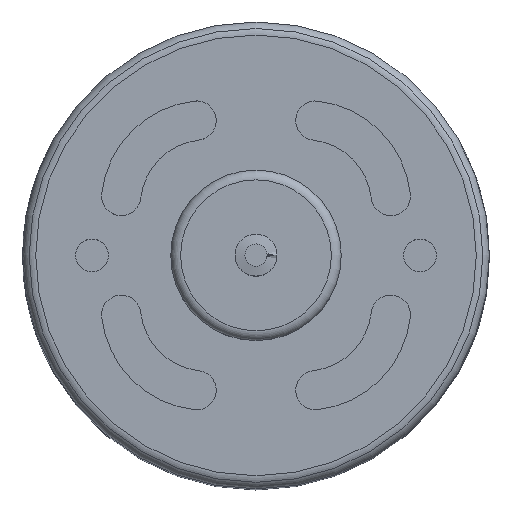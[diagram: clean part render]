
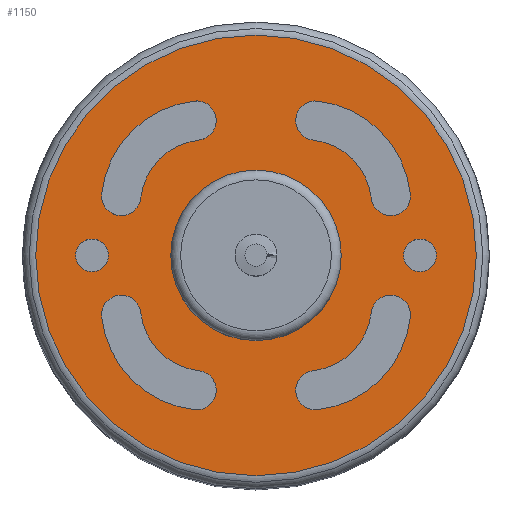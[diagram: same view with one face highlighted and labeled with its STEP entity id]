
A CAD part, top view. The second image highlights one B-rep face of the part: STEP entity #1150.
In plain terms, the highlighted planar face has unit normal (0, 0, 1).
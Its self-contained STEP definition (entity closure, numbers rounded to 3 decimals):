
#904=CARTESIAN_POINT('',(0.0,0.0,51.25));
#905=DIRECTION('',(0.0,0.0,1.0));
#906=DIRECTION('',(1.0,0.0,-0.0));
#907=AXIS2_PLACEMENT_3D('',#904,#905,#906);
#908=PLANE('',#907);
#909=CARTESIAN_POINT('',(16.8,0.,51.25));
#910=VERTEX_POINT('',#909);
#911=CARTESIAN_POINT('',(0.0,0.0,51.25));
#912=DIRECTION('',(0.0,0.0,1.0));
#913=DIRECTION('',(1.0,0.0,-0.0));
#914=AXIS2_PLACEMENT_3D('',#911,#912,#913);
#915=CIRCLE('',#914,16.8);
#916=EDGE_CURVE('',#910,#910,#915,.T.);
#917=ORIENTED_EDGE('',*,*,#916,.T.);
#918=EDGE_LOOP('',(#917));
#919=FACE_BOUND('',#918,.T.);
#920=CARTESIAN_POINT('',(-3.034,-10.279,51.25));
#921=VERTEX_POINT('',#920);
#922=CARTESIAN_POINT('',(-4.369,-8.788,51.25));
#923=VERTEX_POINT('',#922);
#924=CARTESIAN_POINT('',(-4.534,-10.279,51.25));
#925=DIRECTION('',(0.0,0.0,1.0));
#926=DIRECTION('',(-1.0,0.0,0.0));
#927=AXIS2_PLACEMENT_3D('',#924,#925,#926);
#928=CIRCLE('',#927,1.5);
#929=EDGE_CURVE('',#921,#923,#928,.T.);
#930=ORIENTED_EDGE('',*,*,#929,.F.);
#931=CARTESIAN_POINT('',(-4.699,-11.77,51.25));
#932=VERTEX_POINT('',#931);
#933=CARTESIAN_POINT('',(-4.534,-10.279,51.25));
#934=DIRECTION('',(0.0,0.0,1.0));
#935=DIRECTION('',(-1.0,0.0,0.0));
#936=AXIS2_PLACEMENT_3D('',#933,#934,#935);
#937=CIRCLE('',#936,1.5);
#938=EDGE_CURVE('',#932,#921,#937,.T.);
#939=ORIENTED_EDGE('',*,*,#938,.F.);
#940=CARTESIAN_POINT('',(-11.77,-4.699,51.25));
#941=VERTEX_POINT('',#940);
#942=CARTESIAN_POINT('',(-3.818,-3.818,51.25));
#943=DIRECTION('',(0.0,0.0,1.0));
#944=DIRECTION('',(1.0,0.0,-0.0));
#945=AXIS2_PLACEMENT_3D('',#942,#943,#944);
#946=CIRCLE('',#945,8.0);
#947=EDGE_CURVE('',#941,#932,#946,.T.);
#948=ORIENTED_EDGE('',*,*,#947,.F.);
#949=CARTESIAN_POINT('',(-8.788,-4.369,51.25));
#950=VERTEX_POINT('',#949);
#951=CARTESIAN_POINT('',(-10.279,-4.534,51.25));
#952=DIRECTION('',(0.0,0.0,1.0));
#953=DIRECTION('',(1.0,0.0,-0.0));
#954=AXIS2_PLACEMENT_3D('',#951,#952,#953);
#955=CIRCLE('',#954,1.5);
#956=EDGE_CURVE('',#950,#941,#955,.T.);
#957=ORIENTED_EDGE('',*,*,#956,.F.);
#958=CARTESIAN_POINT('',(-3.818,-3.818,51.25));
#959=DIRECTION('',(0.0,0.0,-1.0));
#960=DIRECTION('',(1.0,0.0,0.0));
#961=AXIS2_PLACEMENT_3D('',#958,#959,#960);
#962=CIRCLE('',#961,5.0);
#963=EDGE_CURVE('',#923,#950,#962,.T.);
#964=ORIENTED_EDGE('',*,*,#963,.F.);
#965=EDGE_LOOP('',(#930,#939,#948,#957,#964));
#966=FACE_BOUND('',#965,.T.);
#967=CARTESIAN_POINT('',(-4.699,11.77,51.25));
#968=VERTEX_POINT('',#967);
#969=CARTESIAN_POINT('',(-11.77,4.699,51.25));
#970=VERTEX_POINT('',#969);
#971=CARTESIAN_POINT('',(-3.818,3.818,51.25));
#972=DIRECTION('',(0.0,0.0,1.0));
#973=DIRECTION('',(-1.0,0.0,0.0));
#974=AXIS2_PLACEMENT_3D('',#971,#972,#973);
#975=CIRCLE('',#974,8.0);
#976=EDGE_CURVE('',#968,#970,#975,.T.);
#977=ORIENTED_EDGE('',*,*,#976,.F.);
#978=CARTESIAN_POINT('',(-3.034,10.279,51.25));
#979=VERTEX_POINT('',#978);
#980=CARTESIAN_POINT('',(-4.534,10.279,51.25));
#981=DIRECTION('',(0.0,0.0,1.0));
#982=DIRECTION('',(1.0,0.0,-0.0));
#983=AXIS2_PLACEMENT_3D('',#980,#981,#982);
#984=CIRCLE('',#983,1.5);
#985=EDGE_CURVE('',#979,#968,#984,.T.);
#986=ORIENTED_EDGE('',*,*,#985,.F.);
#987=CARTESIAN_POINT('',(-4.369,8.788,51.25));
#988=VERTEX_POINT('',#987);
#989=CARTESIAN_POINT('',(-4.534,10.279,51.25));
#990=DIRECTION('',(0.0,0.0,1.0));
#991=DIRECTION('',(1.0,0.0,-0.0));
#992=AXIS2_PLACEMENT_3D('',#989,#990,#991);
#993=CIRCLE('',#992,1.5);
#994=EDGE_CURVE('',#988,#979,#993,.T.);
#995=ORIENTED_EDGE('',*,*,#994,.F.);
#996=CARTESIAN_POINT('',(-8.788,4.369,51.25));
#997=VERTEX_POINT('',#996);
#998=CARTESIAN_POINT('',(-3.818,3.818,51.25));
#999=DIRECTION('',(0.0,0.0,-1.0));
#1000=DIRECTION('',(-1.0,0.0,0.0));
#1001=AXIS2_PLACEMENT_3D('',#998,#999,#1000);
#1002=CIRCLE('',#1001,5.0);
#1003=EDGE_CURVE('',#997,#988,#1002,.T.);
#1004=ORIENTED_EDGE('',*,*,#1003,.F.);
#1005=CARTESIAN_POINT('',(-10.279,4.534,51.25));
#1006=DIRECTION('',(0.0,0.0,1.0));
#1007=DIRECTION('',(-1.0,0.0,0.0));
#1008=AXIS2_PLACEMENT_3D('',#1005,#1006,#1007);
#1009=CIRCLE('',#1008,1.5);
#1010=EDGE_CURVE('',#970,#997,#1009,.T.);
#1011=ORIENTED_EDGE('',*,*,#1010,.F.);
#1012=EDGE_LOOP('',(#977,#986,#995,#1004,#1011));
#1013=FACE_BOUND('',#1012,.T.);
#1014=CARTESIAN_POINT('',(11.77,4.699,51.25));
#1015=VERTEX_POINT('',#1014);
#1016=CARTESIAN_POINT('',(4.699,11.77,51.25));
#1017=VERTEX_POINT('',#1016);
#1018=CARTESIAN_POINT('',(3.818,3.818,51.25));
#1019=DIRECTION('',(0.0,0.0,1.0));
#1020=DIRECTION('',(-1.0,0.0,0.0));
#1021=AXIS2_PLACEMENT_3D('',#1018,#1019,#1020);
#1022=CIRCLE('',#1021,8.0);
#1023=EDGE_CURVE('',#1015,#1017,#1022,.T.);
#1024=ORIENTED_EDGE('',*,*,#1023,.F.);
#1025=CARTESIAN_POINT('',(11.779,4.534,51.25));
#1026=VERTEX_POINT('',#1025);
#1027=CARTESIAN_POINT('',(10.279,4.534,51.25));
#1028=DIRECTION('',(0.0,0.0,1.0));
#1029=DIRECTION('',(1.0,0.0,-0.0));
#1030=AXIS2_PLACEMENT_3D('',#1027,#1028,#1029);
#1031=CIRCLE('',#1030,1.5);
#1032=EDGE_CURVE('',#1026,#1015,#1031,.T.);
#1033=ORIENTED_EDGE('',*,*,#1032,.F.);
#1034=CARTESIAN_POINT('',(8.788,4.369,51.25));
#1035=VERTEX_POINT('',#1034);
#1036=CARTESIAN_POINT('',(10.279,4.534,51.25));
#1037=DIRECTION('',(0.0,0.0,1.0));
#1038=DIRECTION('',(1.0,0.0,-0.0));
#1039=AXIS2_PLACEMENT_3D('',#1036,#1037,#1038);
#1040=CIRCLE('',#1039,1.5);
#1041=EDGE_CURVE('',#1035,#1026,#1040,.T.);
#1042=ORIENTED_EDGE('',*,*,#1041,.F.);
#1043=CARTESIAN_POINT('',(4.369,8.788,51.25));
#1044=VERTEX_POINT('',#1043);
#1045=CARTESIAN_POINT('',(3.818,3.818,51.25));
#1046=DIRECTION('',(0.0,0.0,-1.0));
#1047=DIRECTION('',(-1.0,0.0,0.0));
#1048=AXIS2_PLACEMENT_3D('',#1045,#1046,#1047);
#1049=CIRCLE('',#1048,5.0);
#1050=EDGE_CURVE('',#1044,#1035,#1049,.T.);
#1051=ORIENTED_EDGE('',*,*,#1050,.F.);
#1052=CARTESIAN_POINT('',(4.534,10.279,51.25));
#1053=DIRECTION('',(0.0,0.0,1.0));
#1054=DIRECTION('',(-1.0,0.0,0.0));
#1055=AXIS2_PLACEMENT_3D('',#1052,#1053,#1054);
#1056=CIRCLE('',#1055,1.5);
#1057=EDGE_CURVE('',#1017,#1044,#1056,.T.);
#1058=ORIENTED_EDGE('',*,*,#1057,.F.);
#1059=EDGE_LOOP('',(#1024,#1033,#1042,#1051,#1058));
#1060=FACE_BOUND('',#1059,.T.);
#1061=CARTESIAN_POINT('',(4.369,-8.788,51.25));
#1062=VERTEX_POINT('',#1061);
#1063=CARTESIAN_POINT('',(4.699,-11.77,51.25));
#1064=VERTEX_POINT('',#1063);
#1065=CARTESIAN_POINT('',(4.534,-10.279,51.25));
#1066=DIRECTION('',(0.0,0.0,1.0));
#1067=DIRECTION('',(1.0,0.0,-0.0));
#1068=AXIS2_PLACEMENT_3D('',#1065,#1066,#1067);
#1069=CIRCLE('',#1068,1.5);
#1070=EDGE_CURVE('',#1062,#1064,#1069,.T.);
#1071=ORIENTED_EDGE('',*,*,#1070,.F.);
#1072=CARTESIAN_POINT('',(8.788,-4.369,51.25));
#1073=VERTEX_POINT('',#1072);
#1074=CARTESIAN_POINT('',(3.818,-3.818,51.25));
#1075=DIRECTION('',(0.0,0.0,-1.0));
#1076=DIRECTION('',(1.0,0.0,0.0));
#1077=AXIS2_PLACEMENT_3D('',#1074,#1075,#1076);
#1078=CIRCLE('',#1077,5.0);
#1079=EDGE_CURVE('',#1073,#1062,#1078,.T.);
#1080=ORIENTED_EDGE('',*,*,#1079,.F.);
#1081=CARTESIAN_POINT('',(11.779,-4.534,51.25));
#1082=VERTEX_POINT('',#1081);
#1083=CARTESIAN_POINT('',(10.279,-4.534,51.25));
#1084=DIRECTION('',(0.0,0.0,1.0));
#1085=DIRECTION('',(-1.0,0.0,0.0));
#1086=AXIS2_PLACEMENT_3D('',#1083,#1084,#1085);
#1087=CIRCLE('',#1086,1.5);
#1088=EDGE_CURVE('',#1082,#1073,#1087,.T.);
#1089=ORIENTED_EDGE('',*,*,#1088,.F.);
#1090=CARTESIAN_POINT('',(11.77,-4.699,51.25));
#1091=VERTEX_POINT('',#1090);
#1092=CARTESIAN_POINT('',(10.279,-4.534,51.25));
#1093=DIRECTION('',(0.0,0.0,1.0));
#1094=DIRECTION('',(-1.0,0.0,0.0));
#1095=AXIS2_PLACEMENT_3D('',#1092,#1093,#1094);
#1096=CIRCLE('',#1095,1.5);
#1097=EDGE_CURVE('',#1091,#1082,#1096,.T.);
#1098=ORIENTED_EDGE('',*,*,#1097,.F.);
#1099=CARTESIAN_POINT('',(3.818,-3.818,51.25));
#1100=DIRECTION('',(0.0,0.0,1.0));
#1101=DIRECTION('',(1.0,0.0,-0.0));
#1102=AXIS2_PLACEMENT_3D('',#1099,#1100,#1101);
#1103=CIRCLE('',#1102,8.0);
#1104=EDGE_CURVE('',#1064,#1091,#1103,.T.);
#1105=ORIENTED_EDGE('',*,*,#1104,.F.);
#1106=EDGE_LOOP('',(#1071,#1080,#1089,#1098,#1105));
#1107=FACE_BOUND('',#1106,.T.);
#1108=CARTESIAN_POINT('',(-11.25,0.,51.25));
#1109=VERTEX_POINT('',#1108);
#1110=CARTESIAN_POINT('',(-12.5,0.,51.25));
#1111=DIRECTION('',(0.0,0.0,1.0));
#1112=DIRECTION('',(1.0,0.0,-0.0));
#1113=AXIS2_PLACEMENT_3D('',#1110,#1111,#1112);
#1114=CIRCLE('',#1113,1.25);
#1115=EDGE_CURVE('',#1109,#1109,#1114,.T.);
#1116=ORIENTED_EDGE('',*,*,#1115,.F.);
#1117=EDGE_LOOP('',(#1116));
#1118=FACE_BOUND('',#1117,.T.);
#1119=CARTESIAN_POINT('',(13.75,0.,51.25));
#1120=VERTEX_POINT('',#1119);
#1121=CARTESIAN_POINT('',(12.5,0.,51.25));
#1122=DIRECTION('',(0.0,0.0,1.0));
#1123=DIRECTION('',(1.0,0.0,-0.0));
#1124=AXIS2_PLACEMENT_3D('',#1121,#1122,#1123);
#1125=CIRCLE('',#1124,1.25);
#1126=EDGE_CURVE('',#1120,#1120,#1125,.T.);
#1127=ORIENTED_EDGE('',*,*,#1126,.F.);
#1128=EDGE_LOOP('',(#1127));
#1129=FACE_BOUND('',#1128,.T.);
#1130=CARTESIAN_POINT('',(-6.5,0.,51.25));
#1131=VERTEX_POINT('',#1130);
#1132=CARTESIAN_POINT('',(6.5,0.,51.25));
#1133=VERTEX_POINT('',#1132);
#1134=CARTESIAN_POINT('',(0.0,0.0,51.25));
#1135=DIRECTION('',(0.0,0.0,1.0));
#1136=DIRECTION('',(1.0,0.0,-0.0));
#1137=AXIS2_PLACEMENT_3D('',#1134,#1135,#1136);
#1138=CIRCLE('',#1137,6.5);
#1139=EDGE_CURVE('',#1131,#1133,#1138,.T.);
#1140=ORIENTED_EDGE('',*,*,#1139,.F.);
#1141=CARTESIAN_POINT('',(0.0,0.0,51.25));
#1142=DIRECTION('',(0.0,0.0,1.0));
#1143=DIRECTION('',(1.0,0.0,-0.0));
#1144=AXIS2_PLACEMENT_3D('',#1141,#1142,#1143);
#1145=CIRCLE('',#1144,6.5);
#1146=EDGE_CURVE('',#1133,#1131,#1145,.T.);
#1147=ORIENTED_EDGE('',*,*,#1146,.F.);
#1148=EDGE_LOOP('',(#1140,#1147));
#1149=FACE_BOUND('',#1148,.T.);
#1150=ADVANCED_FACE('',(#919,#966,#1013,#1060,#1107,#1118,#1129,#1149),#908,.T.);
